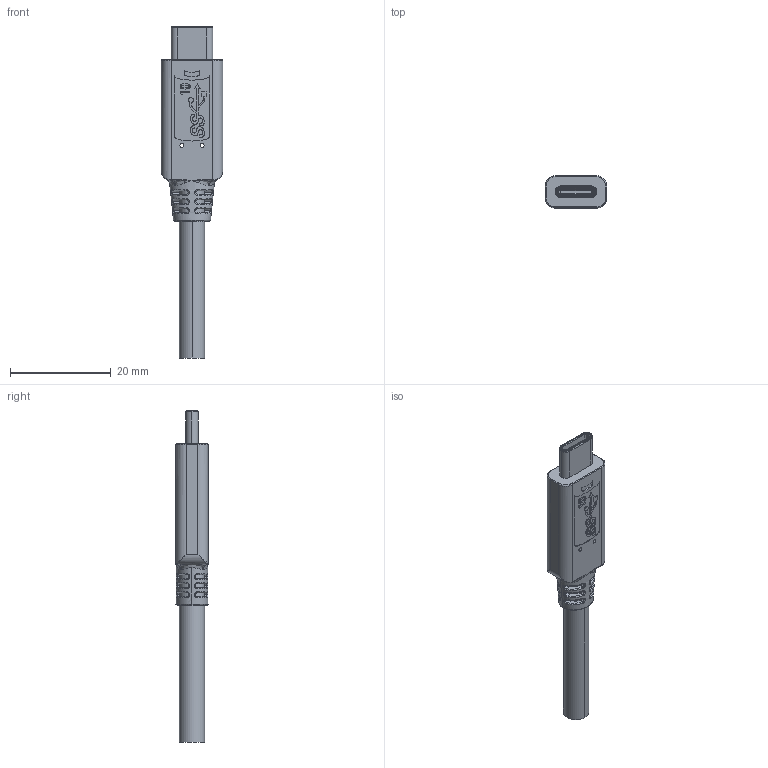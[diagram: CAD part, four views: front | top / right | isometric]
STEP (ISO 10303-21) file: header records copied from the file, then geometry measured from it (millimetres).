
FILE_DESCRIPTION(('STEP AP214'),'1');
FILE_NAME('dx07518s10n18747.stp','2020-01-11T02:13:02',('TraceParts'),('TraceParts S.A.'),'Spatial InterOp 3D',' ',' ');
FILE_SCHEMA(('AUTOMOTIVE_DESIGN { 1 0 10303 214 1 1 1 1 }'));
Length unit declared in the file: millimetre
Products named in the file (1): dx07518s10n18747
Bounding box: 12.2 x 6.35 x 65.79 mm (x, y, z)
Volume: 2655.4 mm3; surface area: 2110.7 mm2
Topology: 1 solids, 2 shells, 555 faces, 1417 edges, 892 vertices
Faces by surface type: bspline 238, plane 176, cylinder 113, torus 16, cone 12
Entity records: 22542 total; most frequent: CARTESIAN_POINT 10921, ORIENTED_EDGE 2826, DIRECTION 1689, EDGE_CURVE 1413, VERTEX_POINT 892, LINE 645, VECTOR 645, EDGE_LOOP 591
